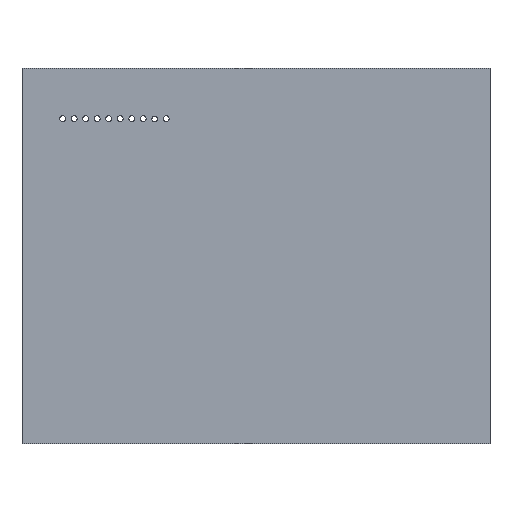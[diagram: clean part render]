
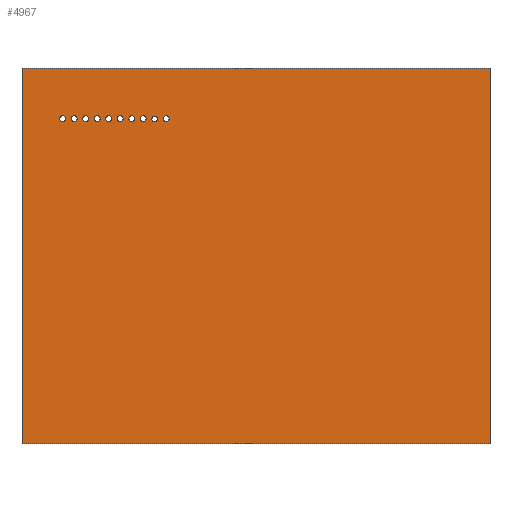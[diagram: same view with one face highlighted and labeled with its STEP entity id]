
A CAD part, top view. The second image highlights one B-rep face of the part: STEP entity #4967.
In plain terms, the highlighted planar face has unit normal (0, 0, 1).
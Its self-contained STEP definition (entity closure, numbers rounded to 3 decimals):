
#137=FACE_BOUND('',#699,.T.);
#138=FACE_BOUND('',#700,.T.);
#139=FACE_BOUND('',#701,.T.);
#140=FACE_BOUND('',#702,.T.);
#141=FACE_BOUND('',#703,.T.);
#142=FACE_BOUND('',#704,.T.);
#143=FACE_BOUND('',#705,.T.);
#144=FACE_BOUND('',#706,.T.);
#145=FACE_BOUND('',#707,.T.);
#146=FACE_BOUND('',#708,.T.);
#185=CIRCLE('',#5263,0.75);
#186=CIRCLE('',#5264,0.75);
#187=CIRCLE('',#5265,0.75);
#188=CIRCLE('',#5266,0.75);
#189=CIRCLE('',#5267,0.75);
#190=CIRCLE('',#5268,0.75);
#191=CIRCLE('',#5269,0.75);
#192=CIRCLE('',#5270,0.75);
#193=CIRCLE('',#5271,0.75);
#194=CIRCLE('',#5272,0.75);
#417=FACE_OUTER_BOUND('',#698,.T.);
#698=EDGE_LOOP('',(#3304,#3305,#3306,#3307));
#699=EDGE_LOOP('',(#3308));
#700=EDGE_LOOP('',(#3309));
#701=EDGE_LOOP('',(#3310));
#702=EDGE_LOOP('',(#3311));
#703=EDGE_LOOP('',(#3312));
#704=EDGE_LOOP('',(#3313));
#705=EDGE_LOOP('',(#3314));
#706=EDGE_LOOP('',(#3315));
#707=EDGE_LOOP('',(#3316));
#708=EDGE_LOOP('',(#3317));
#1027=LINE('',#7315,#1541);
#1028=LINE('',#7317,#1542);
#1029=LINE('',#7319,#1543);
#1030=LINE('',#7320,#1544);
#1541=VECTOR('',#5777,10.);
#1542=VECTOR('',#5778,10.);
#1543=VECTOR('',#5779,10.);
#1544=VECTOR('',#5780,10.);
#2055=VERTEX_POINT('',#7313);
#2056=VERTEX_POINT('',#7314);
#2057=VERTEX_POINT('',#7316);
#2058=VERTEX_POINT('',#7318);
#2059=VERTEX_POINT('',#7321);
#2060=VERTEX_POINT('',#7323);
#2061=VERTEX_POINT('',#7325);
#2062=VERTEX_POINT('',#7327);
#2063=VERTEX_POINT('',#7329);
#2064=VERTEX_POINT('',#7331);
#2065=VERTEX_POINT('',#7333);
#2066=VERTEX_POINT('',#7335);
#2067=VERTEX_POINT('',#7337);
#2068=VERTEX_POINT('',#7339);
#2554=EDGE_CURVE('',#2055,#2056,#1027,.T.);
#2555=EDGE_CURVE('',#2056,#2057,#1028,.T.);
#2556=EDGE_CURVE('',#2057,#2058,#1029,.T.);
#2557=EDGE_CURVE('',#2058,#2055,#1030,.T.);
#2558=EDGE_CURVE('',#2059,#2059,#185,.T.);
#2559=EDGE_CURVE('',#2060,#2060,#186,.T.);
#2560=EDGE_CURVE('',#2061,#2061,#187,.T.);
#2561=EDGE_CURVE('',#2062,#2062,#188,.T.);
#2562=EDGE_CURVE('',#2063,#2063,#189,.T.);
#2563=EDGE_CURVE('',#2064,#2064,#190,.T.);
#2564=EDGE_CURVE('',#2065,#2065,#191,.T.);
#2565=EDGE_CURVE('',#2066,#2066,#192,.T.);
#2566=EDGE_CURVE('',#2067,#2067,#193,.T.);
#2567=EDGE_CURVE('',#2068,#2068,#194,.T.);
#3304=ORIENTED_EDGE('',*,*,#2554,.T.);
#3305=ORIENTED_EDGE('',*,*,#2555,.T.);
#3306=ORIENTED_EDGE('',*,*,#2556,.T.);
#3307=ORIENTED_EDGE('',*,*,#2557,.T.);
#3308=ORIENTED_EDGE('',*,*,#2558,.T.);
#3309=ORIENTED_EDGE('',*,*,#2559,.T.);
#3310=ORIENTED_EDGE('',*,*,#2560,.T.);
#3311=ORIENTED_EDGE('',*,*,#2561,.T.);
#3312=ORIENTED_EDGE('',*,*,#2562,.T.);
#3313=ORIENTED_EDGE('',*,*,#2563,.T.);
#3314=ORIENTED_EDGE('',*,*,#2564,.T.);
#3315=ORIENTED_EDGE('',*,*,#2565,.T.);
#3316=ORIENTED_EDGE('',*,*,#2566,.T.);
#3317=ORIENTED_EDGE('',*,*,#2567,.T.);
#4804=PLANE('',#5262);
#4967=ADVANCED_FACE('',(#417,#137,#138,#139,#140,#141,#142,#143,#144,#145,
#146),#4804,.T.);
#5262=AXIS2_PLACEMENT_3D('',#7312,#5775,#5776);
#5263=AXIS2_PLACEMENT_3D('',#7322,#5781,#5782);
#5264=AXIS2_PLACEMENT_3D('',#7324,#5783,#5784);
#5265=AXIS2_PLACEMENT_3D('',#7326,#5785,#5786);
#5266=AXIS2_PLACEMENT_3D('',#7328,#5787,#5788);
#5267=AXIS2_PLACEMENT_3D('',#7330,#5789,#5790);
#5268=AXIS2_PLACEMENT_3D('',#7332,#5791,#5792);
#5269=AXIS2_PLACEMENT_3D('',#7334,#5793,#5794);
#5270=AXIS2_PLACEMENT_3D('',#7336,#5795,#5796);
#5271=AXIS2_PLACEMENT_3D('',#7338,#5797,#5798);
#5272=AXIS2_PLACEMENT_3D('',#7340,#5799,#5800);
#5775=DIRECTION('center_axis',(0.,0.,1.));
#5776=DIRECTION('ref_axis',(-1.,0.,0.));
#5777=DIRECTION('',(1.,0.,0.));
#5778=DIRECTION('',(0.,1.,0.));
#5779=DIRECTION('',(-1.,0.,0.));
#5780=DIRECTION('',(0.,-1.,0.));
#5781=DIRECTION('center_axis',(0.,0.,-1.));
#5782=DIRECTION('ref_axis',(-1.,0.,0.));
#5783=DIRECTION('center_axis',(0.,0.,-1.));
#5784=DIRECTION('ref_axis',(-1.,0.,0.));
#5785=DIRECTION('center_axis',(0.,0.,-1.));
#5786=DIRECTION('ref_axis',(-1.,0.,0.));
#5787=DIRECTION('center_axis',(0.,0.,-1.));
#5788=DIRECTION('ref_axis',(-1.,0.,0.));
#5789=DIRECTION('center_axis',(0.,0.,-1.));
#5790=DIRECTION('ref_axis',(-1.,0.,0.));
#5791=DIRECTION('center_axis',(0.,0.,-1.));
#5792=DIRECTION('ref_axis',(-1.,0.,0.));
#5793=DIRECTION('center_axis',(0.,0.,-1.));
#5794=DIRECTION('ref_axis',(-1.,0.,0.));
#5795=DIRECTION('center_axis',(0.,0.,-1.));
#5796=DIRECTION('ref_axis',(-1.,0.,0.));
#5797=DIRECTION('center_axis',(0.,0.,-1.));
#5798=DIRECTION('ref_axis',(-1.,0.,0.));
#5799=DIRECTION('center_axis',(0.,0.,-1.));
#5800=DIRECTION('ref_axis',(-1.,0.,0.));
#7312=CARTESIAN_POINT('Origin',(61.,47.,9.069));
#7313=CARTESIAN_POINT('',(0.,-2.,9.069));
#7314=CARTESIAN_POINT('',(122.,-2.,9.069));
#7315=CARTESIAN_POINT('',(122.,-2.,9.069));
#7316=CARTESIAN_POINT('',(122.,96.,9.069));
#7317=CARTESIAN_POINT('',(122.,96.,9.069));
#7318=CARTESIAN_POINT('',(0.,96.,9.069));
#7319=CARTESIAN_POINT('',(0.,96.,9.069));
#7320=CARTESIAN_POINT('',(0.,-2.,9.069));
#7321=CARTESIAN_POINT('',(12.85,82.8,9.069));
#7322=CARTESIAN_POINT('Origin',(13.6,82.8,9.069));
#7323=CARTESIAN_POINT('',(36.85,82.8,9.069));
#7324=CARTESIAN_POINT('Origin',(37.6,82.8,9.069));
#7325=CARTESIAN_POINT('',(21.85,82.8,9.069));
#7326=CARTESIAN_POINT('Origin',(22.6,82.8,9.069));
#7327=CARTESIAN_POINT('',(18.85,82.8,9.069));
#7328=CARTESIAN_POINT('Origin',(19.6,82.8,9.069));
#7329=CARTESIAN_POINT('',(24.85,82.8,9.069));
#7330=CARTESIAN_POINT('Origin',(25.6,82.8,9.069));
#7331=CARTESIAN_POINT('',(30.85,82.8,9.069));
#7332=CARTESIAN_POINT('Origin',(31.6,82.8,9.069));
#7333=CARTESIAN_POINT('',(27.85,82.8,9.069));
#7334=CARTESIAN_POINT('Origin',(28.6,82.8,9.069));
#7335=CARTESIAN_POINT('',(15.85,82.8,9.069));
#7336=CARTESIAN_POINT('Origin',(16.6,82.8,9.069));
#7337=CARTESIAN_POINT('',(33.85,82.7,9.069));
#7338=CARTESIAN_POINT('Origin',(34.6,82.7,9.069));
#7339=CARTESIAN_POINT('',(9.85,82.8,9.069));
#7340=CARTESIAN_POINT('Origin',(10.6,82.8,9.069));
